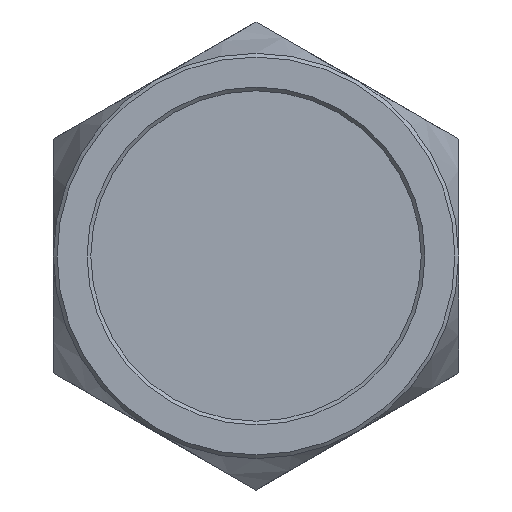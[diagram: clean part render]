
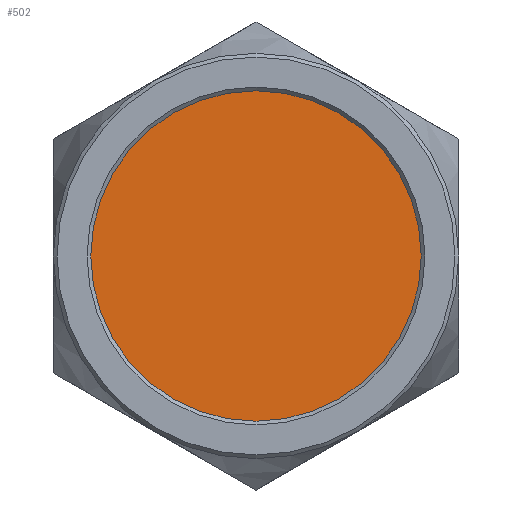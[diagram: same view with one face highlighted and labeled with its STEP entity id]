
A CAD part, left-side view. The second image highlights one B-rep face of the part: STEP entity #502.
In plain terms, the highlighted planar face has unit normal (-1, 0, 0).
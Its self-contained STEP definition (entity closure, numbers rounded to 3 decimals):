
#39 = EDGE_LOOP ( 'NONE', ( #1033 ) ) ;
#96 = DIRECTION ( 'NONE',  ( -1., 0., 0. ) ) ;
#99 = CARTESIAN_POINT ( 'NONE',  ( -9.734, 0., 0. ) ) ;
#383 = PLANE ( 'NONE',  #507 ) ;
#502 = ADVANCED_FACE ( 'NONE', ( #1082 ), #383, .F. ) ;
#507 = AXIS2_PLACEMENT_3D ( 'NONE', #769, #847, #1025 ) ;
#544 = VERTEX_POINT ( 'NONE', #754 ) ;
#712 = DIRECTION ( 'NONE',  ( 0., 0., 1. ) ) ;
#754 = CARTESIAN_POINT ( 'NONE',  ( -9.734, 0., 22.422 ) ) ;
#769 = CARTESIAN_POINT ( 'NONE',  ( -9.734, 22.422, 0. ) ) ;
#816 = AXIS2_PLACEMENT_3D ( 'NONE', #99, #96, #712 ) ;
#847 = DIRECTION ( 'NONE',  ( 1., 0., 0. ) ) ;
#883 = EDGE_CURVE ( 'NONE', #544, #544, #1056, .T. ) ;
#1025 = DIRECTION ( 'NONE',  ( 0., 0., -1. ) ) ;
#1033 = ORIENTED_EDGE ( 'NONE', *, *, #883, .T. ) ;
#1056 = CIRCLE ( 'NONE', #816, 22.422 ) ;
#1082 = FACE_OUTER_BOUND ( 'NONE', #39, .T. ) ;
